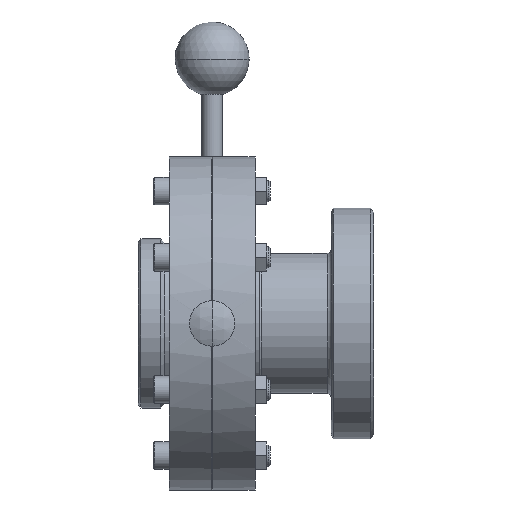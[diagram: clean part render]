
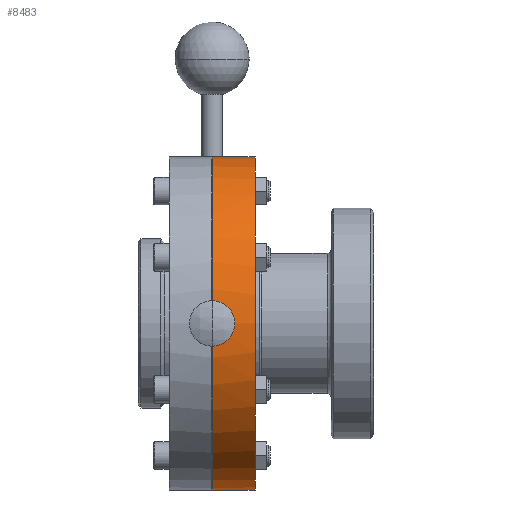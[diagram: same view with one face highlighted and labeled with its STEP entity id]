
A CAD part, front view. The second image highlights one B-rep face of the part: STEP entity #8483.
In plain terms, the highlighted cylindrical face has radius 63 mm (diameter 126 mm), a partial arc.
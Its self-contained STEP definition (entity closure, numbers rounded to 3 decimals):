
#28 = CARTESIAN_POINT ( 'NONE',  ( 0.25, 0., 63. ) ) ;
#175 = ORIENTED_EDGE ( 'NONE', *, *, #1404, .F. ) ;
#246 = AXIS2_PLACEMENT_3D ( 'NONE', #5004, #2967, #8282 ) ;
#622 = CARTESIAN_POINT ( 'NONE',  ( 1.889, -62.986, 1.319 ) ) ;
#786 = CARTESIAN_POINT ( 'NONE',  ( 2.049, -62.991, -1.081 ) ) ;
#854 = ORIENTED_EDGE ( 'NONE', *, *, #5833, .T. ) ;
#1254 = VERTEX_POINT ( 'NONE', #28 ) ;
#1307 = DIRECTION ( 'NONE',  ( -1., 0., 0. ) ) ;
#1345 = CARTESIAN_POINT ( 'NONE',  ( 2.287, -63., -0.278 ) ) ;
#1384 = CARTESIAN_POINT ( 'NONE',  ( 1.528, -62.976, -1.742 ) ) ;
#1404 = EDGE_CURVE ( 'NONE', #2048, #5558, #6183, .T. ) ;
#1432 = CARTESIAN_POINT ( 'NONE',  ( 1.9, -62.986, -1.326 ) ) ;
#1476 = CARTESIAN_POINT ( 'NONE',  ( 1.301, -62.971, -1.917 ) ) ;
#1524 = CARTESIAN_POINT ( 'NONE',  ( 0.805, -62.963, -2.172 ) ) ;
#1576 = DIRECTION ( 'NONE',  ( -1., 0., 0. ) ) ;
#1586 = CARTESIAN_POINT ( 'NONE',  ( 0.25, -62.958, -2.286 ) ) ;
#1882 = VECTOR ( 'NONE', #1307, 1000. ) ;
#1923 = CARTESIAN_POINT ( 'NONE',  ( 0.531, -62.96, 2.256 ) ) ;
#1965 = CARTESIAN_POINT ( 'NONE',  ( 1.515, -62.976, 1.736 ) ) ;
#1988 = CIRCLE ( 'NONE', #6675, 63. ) ;
#2004 = CARTESIAN_POINT ( 'NONE',  ( 2.236, -62.998, 0.558 ) ) ;
#2048 = VERTEX_POINT ( 'NONE', #7229 ) ;
#2181 = EDGE_CURVE ( 'NONE', #6775, #1254, #6566, .T. ) ;
#2254 = EDGE_LOOP ( 'NONE', ( #7869, #854, #3246, #2710, #3557, #175 ) ) ;
#2313 = DIRECTION ( 'NONE',  ( 0., 0., 1. ) ) ;
#2371 = VECTOR ( 'NONE', #6076, 1000. ) ;
#2418 = EDGE_CURVE ( 'NONE', #4490, #1254, #5891, .T. ) ;
#2680 = CARTESIAN_POINT ( 'NONE',  ( 16.25, 0., 63. ) ) ;
#2710 = ORIENTED_EDGE ( 'NONE', *, *, #2181, .F. ) ;
#2832 = CARTESIAN_POINT ( 'NONE',  ( -13.589, 0., -63. ) ) ;
#2955 = CARTESIAN_POINT ( 'NONE',  ( 0.25, 0., 0. ) ) ;
#2967 = DIRECTION ( 'NONE',  ( -1., 0., 0. ) ) ;
#3246 = ORIENTED_EDGE ( 'NONE', *, *, #2418, .T. ) ;
#3262 = CARTESIAN_POINT ( 'NONE',  ( 2.035, -62.991, 1.081 ) ) ;
#3557 = ORIENTED_EDGE ( 'NONE', *, *, #7656, .T. ) ;
#3625 = LINE ( 'NONE', #2832, #2371 ) ;
#4082 = CARTESIAN_POINT ( 'NONE',  ( 0.531, -62.96, -2.256 ) ) ;
#4181 = CYLINDRICAL_SURFACE ( 'NONE', #7197, 63. ) ;
#4216 = CARTESIAN_POINT ( 'NONE',  ( 0.25, -62.958, -2.286 ) ) ;
#4490 = VERTEX_POINT ( 'NONE', #2680 ) ;
#4599 = CARTESIAN_POINT ( 'NONE',  ( 2.287, -63., 0.282 ) ) ;
#4639 = CARTESIAN_POINT ( 'NONE',  ( 2.3, -63., 0.14 ) ) ;
#4779 = DIRECTION ( 'NONE',  ( -1., 0., 0. ) ) ;
#4862 = CARTESIAN_POINT ( 'NONE',  ( 2.237, -62.998, -0.554 ) ) ;
#4873 = FACE_OUTER_BOUND ( 'NONE', #2254, .T. ) ;
#5004 = CARTESIAN_POINT ( 'NONE',  ( 0.25, 0., 0. ) ) ;
#5200 = CARTESIAN_POINT ( 'NONE',  ( 1.806, -62.984, 1.431 ) ) ;
#5558 = VERTEX_POINT ( 'NONE', #1586 ) ;
#5611 = CARTESIAN_POINT ( 'NONE',  ( 16.25, 0., -63. ) ) ;
#5833 = EDGE_CURVE ( 'NONE', #6950, #4490, #1988, .T. ) ;
#5891 = LINE ( 'NONE', #6493, #1882 ) ;
#5895 = CARTESIAN_POINT ( 'NONE',  ( 2.098, -62.993, 0.953 ) ) ;
#5934 = CARTESIAN_POINT ( 'NONE',  ( 0.25, -62.958, 2.286 ) ) ;
#6076 = DIRECTION ( 'NONE',  ( -1., 0., 0. ) ) ;
#6126 = CARTESIAN_POINT ( 'NONE',  ( 16.25, 0., 0. ) ) ;
#6183 = CIRCLE ( 'NONE', #246, 63. ) ;
#6454 = B_SPLINE_CURVE_WITH_KNOTS ( 'NONE', 3,
 ( #5934, #1923, #8440, #7794, #7874, #1965, #6615, #5200, #622, #3262, #5895, #8523, #2004, #4599, #4639, #7262, #1345, #4862, #8000, #786, #1432, #1384, #1476, #1524, #4082, #4216 ),
 .UNSPECIFIED., .F., .F.,
 ( 4, 2, 2, 2, 2, 2, 2, 2, 2, 2, 2, 2, 4 ),
 ( 0., 0.001, 0.001, 0.002, 0.002, 0.003, 0.003, 0.003, 0.004, 0.004, 0.005, 0.006, 0.007 ),
 .UNSPECIFIED. ) ;
#6493 = CARTESIAN_POINT ( 'NONE',  ( -13.589, 0., 63. ) ) ;
#6566 = CIRCLE ( 'NONE', #7393, 63. ) ;
#6615 = CARTESIAN_POINT ( 'NONE',  ( 1.619, -62.979, 1.64 ) ) ;
#6675 = AXIS2_PLACEMENT_3D ( 'NONE', #6126, #6678, #7416 ) ;
#6678 = DIRECTION ( 'NONE',  ( -1., 0., 0. ) ) ;
#6775 = VERTEX_POINT ( 'NONE', #7851 ) ;
#6801 = DIRECTION ( 'NONE',  ( 0., 0., 1. ) ) ;
#6950 = VERTEX_POINT ( 'NONE', #5611 ) ;
#7197 = AXIS2_PLACEMENT_3D ( 'NONE', #8229, #4779, #2313 ) ;
#7229 = CARTESIAN_POINT ( 'NONE',  ( 0.25, 0., -63. ) ) ;
#7262 = CARTESIAN_POINT ( 'NONE',  ( 2.3, -63., -0.139 ) ) ;
#7393 = AXIS2_PLACEMENT_3D ( 'NONE', #2955, #1576, #6801 ) ;
#7416 = DIRECTION ( 'NONE',  ( 0., 0., 1. ) ) ;
#7656 = EDGE_CURVE ( 'NONE', #6775, #5558, #6454, .T. ) ;
#7794 = CARTESIAN_POINT ( 'NONE',  ( 1.176, -62.969, 1.982 ) ) ;
#7851 = CARTESIAN_POINT ( 'NONE',  ( 0.25, -62.958, 2.286 ) ) ;
#7869 = ORIENTED_EDGE ( 'NONE', *, *, #8448, .F. ) ;
#7874 = CARTESIAN_POINT ( 'NONE',  ( 1.294, -62.971, 1.907 ) ) ;
#8000 = CARTESIAN_POINT ( 'NONE',  ( 2.198, -62.996, -0.69 ) ) ;
#8229 = CARTESIAN_POINT ( 'NONE',  ( -13.589, 0., 0. ) ) ;
#8282 = DIRECTION ( 'NONE',  ( 0., 0., 1. ) ) ;
#8440 = CARTESIAN_POINT ( 'NONE',  ( 0.8, -62.963, 2.175 ) ) ;
#8448 = EDGE_CURVE ( 'NONE', #6950, #2048, #3625, .T. ) ;
#8483 = ADVANCED_FACE ( 'NONE', ( #4873 ), #4181, .T. ) ;
#8523 = CARTESIAN_POINT ( 'NONE',  ( 2.198, -62.996, 0.692 ) ) ;
